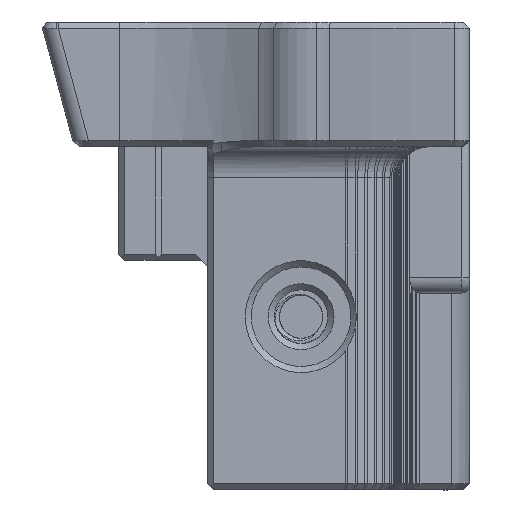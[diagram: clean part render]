
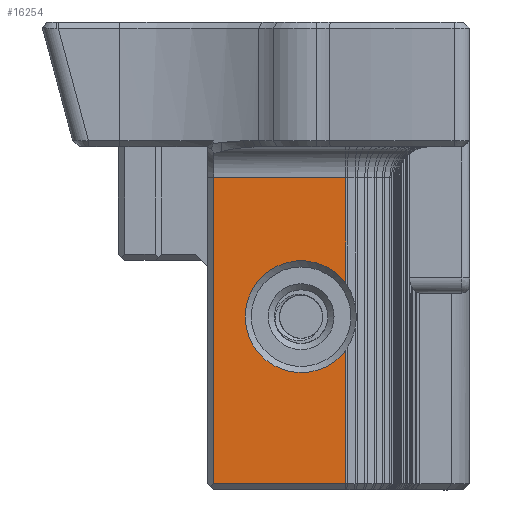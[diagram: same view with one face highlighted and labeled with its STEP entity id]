
A CAD part, left-side view. The second image highlights one B-rep face of the part: STEP entity #16254.
In plain terms, the highlighted face is planar.
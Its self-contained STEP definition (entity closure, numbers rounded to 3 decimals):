
#830=CIRCLE('',#17527,3.65);
#832=CIRCLE('',#17529,3.65);
#1549=PLANE('',#17539);
#2156=FACE_OUTER_BOUND('',#3142,.T.);
#3142=EDGE_LOOP('',(#12707,#12708,#12709,#12710,#12711,#12712,#12713));
#4185=LINE('',#23804,#5621);
#4202=LINE('',#24192,#5638);
#4276=LINE('',#24499,#5712);
#4652=LINE('',#26076,#6088);
#4659=LINE('',#26091,#6095);
#5621=VECTOR('',#18836,10.);
#5638=VECTOR('',#18905,10.);
#5712=VECTOR('',#19099,10.);
#6088=VECTOR('',#20219,10.);
#6095=VECTOR('',#20238,10.);
#7097=VERTEX_POINT('',#23801);
#7098=VERTEX_POINT('',#23803);
#7155=VERTEX_POINT('',#24190);
#7234=VERTEX_POINT('',#24492);
#7580=VERTEX_POINT('',#26045);
#7581=VERTEX_POINT('',#26050);
#7583=VERTEX_POINT('',#26055);
#8686=EDGE_CURVE('',#7097,#7098,#4185,.T.);
#8745=EDGE_CURVE('',#7155,#7097,#4202,.T.);
#8859=EDGE_CURVE('',#7234,#7155,#4276,.T.);
#9435=EDGE_CURVE('',#7580,#7581,#830,.T.);
#9438=EDGE_CURVE('',#7581,#7583,#832,.T.);
#9445=EDGE_CURVE('',#7098,#7580,#4652,.T.);
#9453=EDGE_CURVE('',#7583,#7234,#4659,.T.);
#12707=ORIENTED_EDGE('',*,*,#8745,.F.);
#12708=ORIENTED_EDGE('',*,*,#8859,.F.);
#12709=ORIENTED_EDGE('',*,*,#9453,.F.);
#12710=ORIENTED_EDGE('',*,*,#9438,.F.);
#12711=ORIENTED_EDGE('',*,*,#9435,.F.);
#12712=ORIENTED_EDGE('',*,*,#9445,.F.);
#12713=ORIENTED_EDGE('',*,*,#8686,.F.);
#16254=ADVANCED_FACE('',(#2156),#1549,.T.);
#17527=AXIS2_PLACEMENT_3D('',#26051,#20203,#20204);
#17529=AXIS2_PLACEMENT_3D('',#26056,#20208,#20209);
#17539=AXIS2_PLACEMENT_3D('',#26090,#20236,#20237);
#18836=DIRECTION('',(0.,0.,1.));
#18905=DIRECTION('',(1.,0.,0.));
#19099=DIRECTION('',(0.,0.,-1.));
#20203=DIRECTION('center_axis',(0.,1.,0.));
#20204=DIRECTION('ref_axis',(1.,0.,0.));
#20208=DIRECTION('center_axis',(0.,1.,0.));
#20209=DIRECTION('ref_axis',(1.,0.,0.));
#20219=DIRECTION('',(-1.,0.,0.));
#20236=DIRECTION('center_axis',(0.,1.,0.));
#20237=DIRECTION('ref_axis',(0.,0.,
1.));
#20238=DIRECTION('',(-1.,0.,0.));
#23801=CARTESIAN_POINT('',(-1.954,22.101,-76.154));
#23803=CARTESIAN_POINT('',(-1.954,22.101,-67.532));
#23804=CARTESIAN_POINT('',(-1.954,22.101,-67.78));
#24190=CARTESIAN_POINT('',(-21.954,22.101,-76.154));
#24192=CARTESIAN_POINT('',(-8.954,22.101,-76.154));
#24492=CARTESIAN_POINT('',(-21.954,22.101,-67.532));
#24499=CARTESIAN_POINT('',(-21.954,22.101,-72.079));
#26045=CARTESIAN_POINT('',(-8.86,22.101,-67.532));
#26050=CARTESIAN_POINT('',(-14.69,22.101,-70.46));
#26051=CARTESIAN_POINT('Origin',(-11.04,22.101,-70.46));
#26055=CARTESIAN_POINT('',(-13.219,22.101,-67.532));
#26056=CARTESIAN_POINT('Origin',(-11.04,22.101,-70.46));
#26076=CARTESIAN_POINT('',(-8.954,22.101,-67.532));
#26090=CARTESIAN_POINT('Origin',(-8.954,22.101,-76.154));
#26091=CARTESIAN_POINT('',(-8.954,22.101,-67.532));
